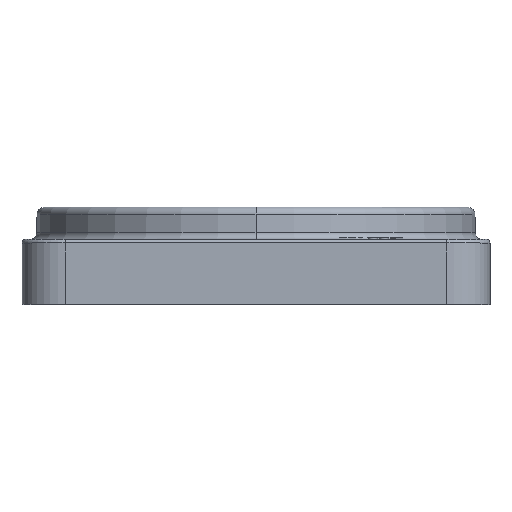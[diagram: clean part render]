
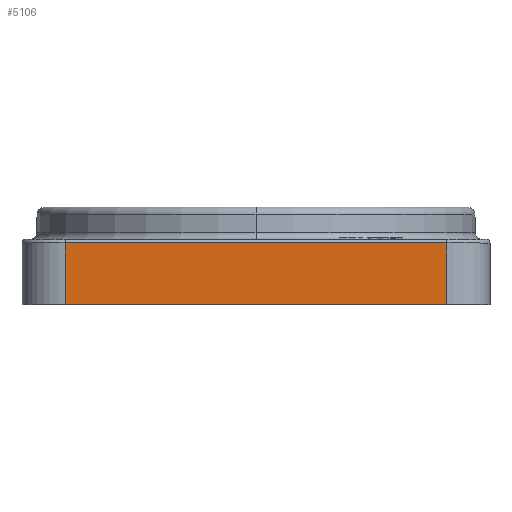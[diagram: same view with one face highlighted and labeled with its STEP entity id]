
A CAD part, top view. The second image highlights one B-rep face of the part: STEP entity #5106.
In plain terms, the highlighted planar face has unit normal (0, 0, 1).
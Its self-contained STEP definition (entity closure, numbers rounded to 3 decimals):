
#120 = AXIS2_PLACEMENT_3D ( 'NONE', #5939, #5942, #5943 ) ;
#1329 = VERTEX_POINT ( 'NONE', #7608 ) ;
#1330 = VERTEX_POINT ( 'NONE', #7609 ) ;
#1331 = VERTEX_POINT ( 'NONE', #7610 ) ;
#1332 = VERTEX_POINT ( 'NONE', #7611 ) ;
#2238 = EDGE_LOOP ( 'NONE', ( #2727, #2726, #2725, #2724 ) ) ;
#2724 = ORIENTED_EDGE ( 'NONE', *, *, #13316, .T. ) ;
#2725 = ORIENTED_EDGE ( 'NONE', *, *, #13315, .F. ) ;
#2726 = ORIENTED_EDGE ( 'NONE', *, *, #13310, .T. ) ;
#2727 = ORIENTED_EDGE ( 'NONE', *, *, #13306, .T. ) ;
#5106 = ADVANCED_FACE ( 'NONE', ( #14179 ), #5940, .F. ) ;
#5939 = CARTESIAN_POINT ( 'NONE',  ( -53., 19., 65. ) ) ;
#5940 = PLANE ( 'NONE',  #120 ) ;
#5942 = DIRECTION ( 'NONE',  ( 0., 0., -1. ) ) ;
#5943 = DIRECTION ( 'NONE',  ( -1., 0., 0. ) ) ;
#7608 = CARTESIAN_POINT ( 'NONE',  ( -53., 1., 65. ) ) ;
#7609 = CARTESIAN_POINT ( 'NONE',  ( -53., 18., 65. ) ) ;
#7610 = CARTESIAN_POINT ( 'NONE',  ( 53., 1., 65. ) ) ;
#7611 = CARTESIAN_POINT ( 'NONE',  ( 53., 18., 65. ) ) ;
#12497 = CARTESIAN_POINT ( 'NONE',  ( -53., 19., 65. ) ) ;
#12498 = DIRECTION ( 'NONE',  ( 0., -1., 0. ) ) ;
#12500 = CARTESIAN_POINT ( 'NONE',  ( -53., 1., 65. ) ) ;
#12509 = DIRECTION ( 'NONE',  ( 1., 0., 0. ) ) ;
#12513 = CARTESIAN_POINT ( 'NONE',  ( -53., 18., 65. ) ) ;
#12520 = CARTESIAN_POINT ( 'NONE',  ( 53., 19., 65. ) ) ;
#12521 = DIRECTION ( 'NONE',  ( 0., -1., 0. ) ) ;
#12522 = DIRECTION ( 'NONE',  ( -1., 0., 0. ) ) ;
#13306 = EDGE_CURVE ( 'NONE', #1330, #1329, #14671, .T. ) ;
#13310 = EDGE_CURVE ( 'NONE', #1329, #1331, #14676, .T. ) ;
#13315 = EDGE_CURVE ( 'NONE', #1332, #1331, #14678, .T. ) ;
#13316 = EDGE_CURVE ( 'NONE', #1332, #1330, #14684, .T. ) ;
#14179 = FACE_OUTER_BOUND ( 'NONE', #2238, .T. ) ;
#14671 = LINE ( 'NONE', #12497, #14672 ) ;
#14672 = VECTOR ( 'NONE', #12498, 1000. ) ;
#14673 = VECTOR ( 'NONE', #12509, 1000. ) ;
#14676 = LINE ( 'NONE', #12500, #14673 ) ;
#14678 = LINE ( 'NONE', #12520, #14681 ) ;
#14681 = VECTOR ( 'NONE', #12521, 1000. ) ;
#14684 = LINE ( 'NONE', #12513, #14686 ) ;
#14686 = VECTOR ( 'NONE', #12522, 1000. ) ;
